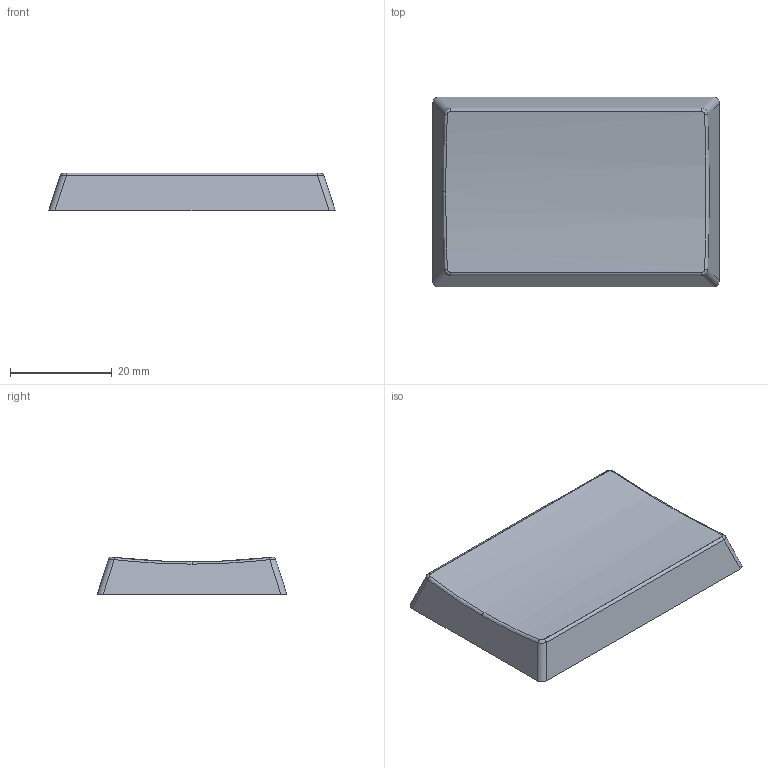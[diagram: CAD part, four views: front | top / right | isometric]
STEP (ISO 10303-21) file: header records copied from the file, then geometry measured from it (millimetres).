
FILE_DESCRIPTION(('HOOPS Exchange Step'),'2;1');
FILE_NAME('temp_export','2023-12-19T13:51:44-05:00',('jscotto'),('Shapr3D Limited'),'HOOPS Exchange 2023.2','Shapr3D','Authorized');
FILE_SCHEMA( ('AUTOMOTIVE_DESIGN { 1 0 10303 214 1 1 1 1 }') );
Length unit declared in the file: millimetre
Products named in the file (1): 2x3 POS (Concave)
Bounding box: 56.4 x 37.35 x 7.44 mm (x, y, z)
Volume: 5516.2 mm3; surface area: 6403.4 mm2
Topology: 1 solids, 1 shells, 188 faces, 445 edges, 272 vertices
Faces by surface type: plane 166, cylinder 15, bspline 7
Full cylindrical faces by diameter (mm): 5.8 x6
Entity records: 6307 total; most frequent: CARTESIAN_POINT 1991, ORIENTED_EDGE 890, DIRECTION 840, EDGE_CURVE 445, VECTOR 396, LINE 396, VERTEX_POINT 272, AXIS2_PLACEMENT_3D 222
